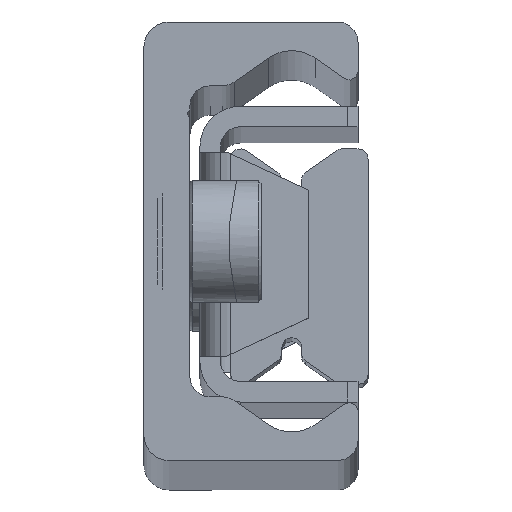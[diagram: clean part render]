
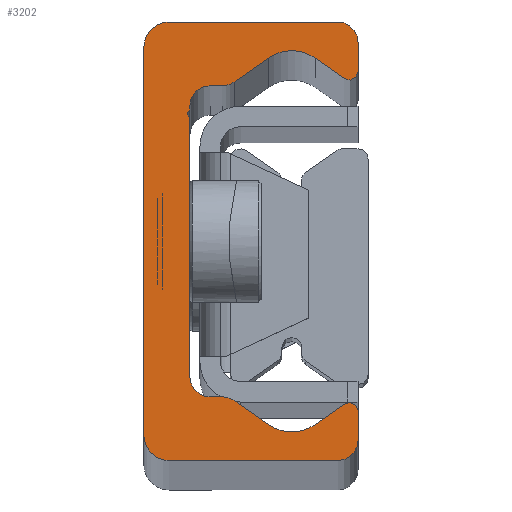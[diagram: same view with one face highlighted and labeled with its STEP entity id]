
A CAD part, top view. The second image highlights one B-rep face of the part: STEP entity #3202.
In plain terms, the highlighted planar face has unit normal (0, 0, 1).
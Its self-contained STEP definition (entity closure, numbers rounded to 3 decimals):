
#2100=CARTESIAN_POINT('',(2.499,-21.5,1650.0));
#2101=VERTEX_POINT('',#2100);
#2102=CARTESIAN_POINT('',(-0.001,-19.0,1650.0));
#2103=VERTEX_POINT('',#2102);
#2104=CARTESIAN_POINT('',(2.499,-19.0,1650.0));
#2105=DIRECTION('',(0.0,0.0,-1.0));
#2106=DIRECTION('',(-1.0,0.0,0.0));
#2107=AXIS2_PLACEMENT_3D('',#2104,#2105,#2106);
#2108=CIRCLE('',#2107,2.5);
#2109=EDGE_CURVE('',#2101,#2103,#2108,.T.);
#2142=CARTESIAN_POINT('',(-0.001,19.0,1650.0));
#2143=VERTEX_POINT('',#2142);
#2144=CARTESIAN_POINT('',(-0.001,-19.0,1650.0));
#2145=DIRECTION('',(0.0,1.0,0.0));
#2146=VECTOR('',#2145,38.0);
#2147=LINE('',#2144,#2146);
#2148=EDGE_CURVE('',#2103,#2143,#2147,.T.);
#2242=CARTESIAN_POINT('',(2.499,21.5,1650.0));
#2243=VERTEX_POINT('',#2242);
#2244=CARTESIAN_POINT('',(2.499,19.0,1650.0));
#2245=DIRECTION('',(0.0,0.0,-1.0));
#2246=DIRECTION('',(0.0,1.0,0.0));
#2247=AXIS2_PLACEMENT_3D('',#2244,#2245,#2246);
#2248=CIRCLE('',#2247,2.5);
#2249=EDGE_CURVE('',#2143,#2243,#2248,.T.);
#2275=CARTESIAN_POINT('',(18.999,21.5,1650.0));
#2276=VERTEX_POINT('',#2275);
#2277=CARTESIAN_POINT('',(2.499,21.5,1650.0));
#2278=DIRECTION('',(1.0,0.0,0.0));
#2279=VECTOR('',#2278,16.5);
#2280=LINE('',#2277,#2279);
#2281=EDGE_CURVE('',#2243,#2276,#2280,.T.);
#2306=CARTESIAN_POINT('',(20.999,19.5,1650.0));
#2307=VERTEX_POINT('',#2306);
#2308=CARTESIAN_POINT('',(18.999,19.5,1650.0));
#2309=DIRECTION('',(0.0,0.0,-1.0));
#2310=DIRECTION('',(1.0,0.0,0.0));
#2311=AXIS2_PLACEMENT_3D('',#2308,#2309,#2310);
#2312=CIRCLE('',#2311,2.);
#2313=EDGE_CURVE('',#2276,#2307,#2312,.T.);
#2339=CARTESIAN_POINT('',(20.999,16.65,1650.0));
#2340=VERTEX_POINT('',#2339);
#2341=CARTESIAN_POINT('',(20.999,19.5,1650.0));
#2342=DIRECTION('',(0.0,-1.0,0.0));
#2343=VECTOR('',#2342,2.85);
#2344=LINE('',#2341,#2343);
#2345=EDGE_CURVE('',#2307,#2340,#2344,.T.);
#2370=CARTESIAN_POINT('',(19.662,15.953,1650.0));
#2371=VERTEX_POINT('',#2370);
#2372=CARTESIAN_POINT('',(20.149,16.65,1650.0));
#2373=DIRECTION('',(0.0,0.0,-1.));
#2374=DIRECTION('',(-0.574,-0.819,0.0));
#2375=AXIS2_PLACEMENT_3D('',#2372,#2373,#2374);
#2376=CIRCLE('',#2375,0.85);
#2377=EDGE_CURVE('',#2340,#2371,#2376,.T.);
#2403=CARTESIAN_POINT('',(16.794,17.962,1650.0));
#2404=VERTEX_POINT('',#2403);
#2405=CARTESIAN_POINT('',(19.662,15.953,1650.0));
#2406=DIRECTION('',(-0.819,0.574,0.0));
#2407=VECTOR('',#2406,3.501);
#2408=LINE('',#2405,#2407);
#2409=EDGE_CURVE('',#2371,#2404,#2408,.T.);
#2434=CARTESIAN_POINT('',(12.205,17.962,1650.0));
#2435=VERTEX_POINT('',#2434);
#2436=CARTESIAN_POINT('',(14.499,14.685,1650.0));
#2437=DIRECTION('',(0.0,0.0,1.0));
#2438=DIRECTION('',(-0.574,-0.819,0.0));
#2439=AXIS2_PLACEMENT_3D('',#2436,#2437,#2438);
#2440=CIRCLE('',#2439,4.0);
#2441=EDGE_CURVE('',#2404,#2435,#2440,.T.);
#2467=CARTESIAN_POINT('',(8.849,15.612,1650.0));
#2468=VERTEX_POINT('',#2467);
#2469=CARTESIAN_POINT('',(12.205,17.962,1650.0));
#2470=DIRECTION('',(-0.819,-0.574,0.0));
#2471=VECTOR('',#2470,4.097);
#2472=LINE('',#2469,#2471);
#2473=EDGE_CURVE('',#2435,#2468,#2472,.T.);
#2498=CARTESIAN_POINT('',(7.702,15.25,1650.0));
#2499=VERTEX_POINT('',#2498);
#2500=CARTESIAN_POINT('',(7.702,17.25,1650.0));
#2501=DIRECTION('',(0.0,0.0,-1.0));
#2502=DIRECTION('',(0.0,-1.0,0.0));
#2503=AXIS2_PLACEMENT_3D('',#2500,#2501,#2502);
#2504=CIRCLE('',#2503,2.0);
#2505=EDGE_CURVE('',#2468,#2499,#2504,.T.);
#2531=CARTESIAN_POINT('',(6.499,15.25,1650.0));
#2532=VERTEX_POINT('',#2531);
#2533=CARTESIAN_POINT('',(7.702,15.25,1650.0));
#2534=DIRECTION('',(-1.0,0.0,0.0));
#2535=VECTOR('',#2534,1.203);
#2536=LINE('',#2533,#2535);
#2537=EDGE_CURVE('',#2499,#2532,#2536,.T.);
#2562=CARTESIAN_POINT('',(4.499,13.25,1650.0));
#2563=VERTEX_POINT('',#2562);
#2564=CARTESIAN_POINT('',(6.499,13.25,1650.0));
#2565=DIRECTION('',(0.0,0.0,1.0));
#2566=DIRECTION('',(0.0,-1.0,0.0));
#2567=AXIS2_PLACEMENT_3D('',#2564,#2565,#2566);
#2568=CIRCLE('',#2567,2.0);
#2569=EDGE_CURVE('',#2532,#2563,#2568,.T.);
#2595=CARTESIAN_POINT('',(4.499,12.861,1650.0));
#2596=VERTEX_POINT('',#2595);
#2597=CARTESIAN_POINT('',(4.499,13.25,1650.0));
#2598=DIRECTION('',(0.0,-1.0,0.0));
#2599=VECTOR('',#2598,0.389);
#2600=LINE('',#2597,#2599);
#2601=EDGE_CURVE('',#2563,#2596,#2600,.T.);
#2626=CARTESIAN_POINT('',(4.411,12.734,1650.0));
#2627=VERTEX_POINT('',#2626);
#2628=CARTESIAN_POINT('',(4.363,12.861,1650.0));
#2629=DIRECTION('',(0.0,0.0,-1.0));
#2630=DIRECTION('',(0.353,-0.936,0.0));
#2631=AXIS2_PLACEMENT_3D('',#2628,#2629,#2630);
#2632=CIRCLE('',#2631,0.136);
#2633=EDGE_CURVE('',#2596,#2627,#2632,.T.);
#2659=CARTESIAN_POINT('',(4.422,12.262,1650.0));
#2660=VERTEX_POINT('',#2659);
#2661=CARTESIAN_POINT('',(4.499,12.5,1650.0));
#2662=DIRECTION('',(0.0,0.0,1.0));
#2663=DIRECTION('',(0.353,-0.936,0.0));
#2664=AXIS2_PLACEMENT_3D('',#2661,#2662,#2663);
#2665=CIRCLE('',#2664,0.25);
#2666=EDGE_CURVE('',#2627,#2660,#2665,.T.);
#2692=CARTESIAN_POINT('',(4.499,12.156,1650.0));
#2693=VERTEX_POINT('',#2692);
#2694=CARTESIAN_POINT('',(4.387,12.156,1650.0));
#2695=DIRECTION('',(0.0,0.0,-1.0));
#2696=DIRECTION('',(1.0,0.0,0.0));
#2697=AXIS2_PLACEMENT_3D('',#2694,#2695,#2696);
#2698=CIRCLE('',#2697,0.112);
#2699=EDGE_CURVE('',#2660,#2693,#2698,.T.);
#2725=CARTESIAN_POINT('',(4.499,-13.25,1650.0));
#2726=VERTEX_POINT('',#2725);
#2727=CARTESIAN_POINT('',(4.499,12.156,1650.0));
#2728=DIRECTION('',(0.0,-1.0,0.0));
#2729=VECTOR('',#2728,25.406);
#2730=LINE('',#2727,#2729);
#2731=EDGE_CURVE('',#2693,#2726,#2730,.T.);
#2825=CARTESIAN_POINT('',(6.499,-15.25,1650.0));
#2826=VERTEX_POINT('',#2825);
#2827=CARTESIAN_POINT('',(6.499,-13.25,1650.0));
#2828=DIRECTION('',(0.0,0.0,1.0));
#2829=DIRECTION('',(1.0,0.0,0.0));
#2830=AXIS2_PLACEMENT_3D('',#2827,#2828,#2829);
#2831=CIRCLE('',#2830,2.0);
#2832=EDGE_CURVE('',#2726,#2826,#2831,.T.);
#2858=CARTESIAN_POINT('',(7.702,-15.25,1650.0));
#2859=VERTEX_POINT('',#2858);
#2860=CARTESIAN_POINT('',(6.499,-15.25,1650.0));
#2861=DIRECTION('',(1.0,0.0,0.0));
#2862=VECTOR('',#2861,1.203);
#2863=LINE('',#2860,#2862);
#2864=EDGE_CURVE('',#2826,#2859,#2863,.T.);
#2889=CARTESIAN_POINT('',(8.849,-15.612,1650.0));
#2890=VERTEX_POINT('',#2889);
#2891=CARTESIAN_POINT('',(7.702,-17.25,1650.0));
#2892=DIRECTION('',(0.0,0.0,-1.));
#2893=DIRECTION('',(0.574,0.819,0.0));
#2894=AXIS2_PLACEMENT_3D('',#2891,#2892,#2893);
#2895=CIRCLE('',#2894,2.0);
#2896=EDGE_CURVE('',#2859,#2890,#2895,.T.);
#2922=CARTESIAN_POINT('',(12.205,-17.962,1650.0));
#2923=VERTEX_POINT('',#2922);
#2924=CARTESIAN_POINT('',(8.849,-15.612,1650.0));
#2925=DIRECTION('',(0.819,-0.574,0.0));
#2926=VECTOR('',#2925,4.097);
#2927=LINE('',#2924,#2926);
#2928=EDGE_CURVE('',#2890,#2923,#2927,.T.);
#2953=CARTESIAN_POINT('',(16.794,-17.962,1650.0));
#2954=VERTEX_POINT('',#2953);
#2955=CARTESIAN_POINT('',(14.499,-14.685,1650.0));
#2956=DIRECTION('',(0.0,0.0,1.0));
#2957=DIRECTION('',(0.574,0.819,0.0));
#2958=AXIS2_PLACEMENT_3D('',#2955,#2956,#2957);
#2959=CIRCLE('',#2958,4.0);
#2960=EDGE_CURVE('',#2923,#2954,#2959,.T.);
#2986=CARTESIAN_POINT('',(19.662,-15.953,1650.0));
#2987=VERTEX_POINT('',#2986);
#2988=CARTESIAN_POINT('',(16.794,-17.962,1650.0));
#2989=DIRECTION('',(0.819,0.574,0.0));
#2990=VECTOR('',#2989,3.501);
#2991=LINE('',#2988,#2990);
#2992=EDGE_CURVE('',#2954,#2987,#2991,.T.);
#3017=CARTESIAN_POINT('',(20.999,-16.65,1650.0));
#3018=VERTEX_POINT('',#3017);
#3019=CARTESIAN_POINT('',(20.149,-16.65,1650.0));
#3020=DIRECTION('',(0.0,0.0,-1.0));
#3021=DIRECTION('',(1.0,0.0,0.0));
#3022=AXIS2_PLACEMENT_3D('',#3019,#3020,#3021);
#3023=CIRCLE('',#3022,0.85);
#3024=EDGE_CURVE('',#2987,#3018,#3023,.T.);
#3050=CARTESIAN_POINT('',(20.999,-19.5,1650.0));
#3051=VERTEX_POINT('',#3050);
#3052=CARTESIAN_POINT('',(20.999,-16.65,1650.0));
#3053=DIRECTION('',(0.0,-1.0,0.0));
#3054=VECTOR('',#3053,2.85);
#3055=LINE('',#3052,#3054);
#3056=EDGE_CURVE('',#3018,#3051,#3055,.T.);
#3081=CARTESIAN_POINT('',(18.999,-21.5,1650.0));
#3082=VERTEX_POINT('',#3081);
#3083=CARTESIAN_POINT('',(18.999,-19.5,1650.0));
#3084=DIRECTION('',(0.0,0.0,-1.0));
#3085=DIRECTION('',(0.0,-1.0,0.0));
#3086=AXIS2_PLACEMENT_3D('',#3083,#3084,#3085);
#3087=CIRCLE('',#3086,2.);
#3088=EDGE_CURVE('',#3051,#3082,#3087,.T.);
#3114=CARTESIAN_POINT('',(18.999,-21.5,1650.0));
#3115=DIRECTION('',(-1.0,0.0,0.0));
#3116=VECTOR('',#3115,16.5);
#3117=LINE('',#3114,#3116);
#3118=EDGE_CURVE('',#3082,#2101,#3117,.T.);
#3167=CARTESIAN_POINT('',(7.822,0.017,1650.0));
#3168=DIRECTION('',(0.0,0.0,1.0));
#3169=DIRECTION('',(1.0,0.0,0.0));
#3170=AXIS2_PLACEMENT_3D('',#3167,#3168,#3169);
#3171=PLANE('',#3170);
#3172=ORIENTED_EDGE('',*,*,#2109,.F.);
#3173=ORIENTED_EDGE('',*,*,#3118,.F.);
#3174=ORIENTED_EDGE('',*,*,#3088,.F.);
#3175=ORIENTED_EDGE('',*,*,#3056,.F.);
#3176=ORIENTED_EDGE('',*,*,#3024,.F.);
#3177=ORIENTED_EDGE('',*,*,#2992,.F.);
#3178=ORIENTED_EDGE('',*,*,#2960,.F.);
#3179=ORIENTED_EDGE('',*,*,#2928,.F.);
#3180=ORIENTED_EDGE('',*,*,#2896,.F.);
#3181=ORIENTED_EDGE('',*,*,#2864,.F.);
#3182=ORIENTED_EDGE('',*,*,#2832,.F.);
#3183=ORIENTED_EDGE('',*,*,#2731,.F.);
#3184=ORIENTED_EDGE('',*,*,#2699,.F.);
#3185=ORIENTED_EDGE('',*,*,#2666,.F.);
#3186=ORIENTED_EDGE('',*,*,#2633,.F.);
#3187=ORIENTED_EDGE('',*,*,#2601,.F.);
#3188=ORIENTED_EDGE('',*,*,#2569,.F.);
#3189=ORIENTED_EDGE('',*,*,#2537,.F.);
#3190=ORIENTED_EDGE('',*,*,#2505,.F.);
#3191=ORIENTED_EDGE('',*,*,#2473,.F.);
#3192=ORIENTED_EDGE('',*,*,#2441,.F.);
#3193=ORIENTED_EDGE('',*,*,#2409,.F.);
#3194=ORIENTED_EDGE('',*,*,#2377,.F.);
#3195=ORIENTED_EDGE('',*,*,#2345,.F.);
#3196=ORIENTED_EDGE('',*,*,#2313,.F.);
#3197=ORIENTED_EDGE('',*,*,#2281,.F.);
#3198=ORIENTED_EDGE('',*,*,#2249,.F.);
#3199=ORIENTED_EDGE('',*,*,#2148,.F.);
#3200=EDGE_LOOP('',(#3172,#3173,#3174,#3175,#3176,#3177,#3178,#3179,#3180,#3181,#3182,#3183,#3184,#3185,#3186,#3187,#3188,#3189,#3190,#3191,#3192,#3193,#3194,#3195,#3196,#3197,#3198,#3199));
#3201=FACE_OUTER_BOUND('',#3200,.T.);
#3202=ADVANCED_FACE('',(#3201),#3171,.T.);
